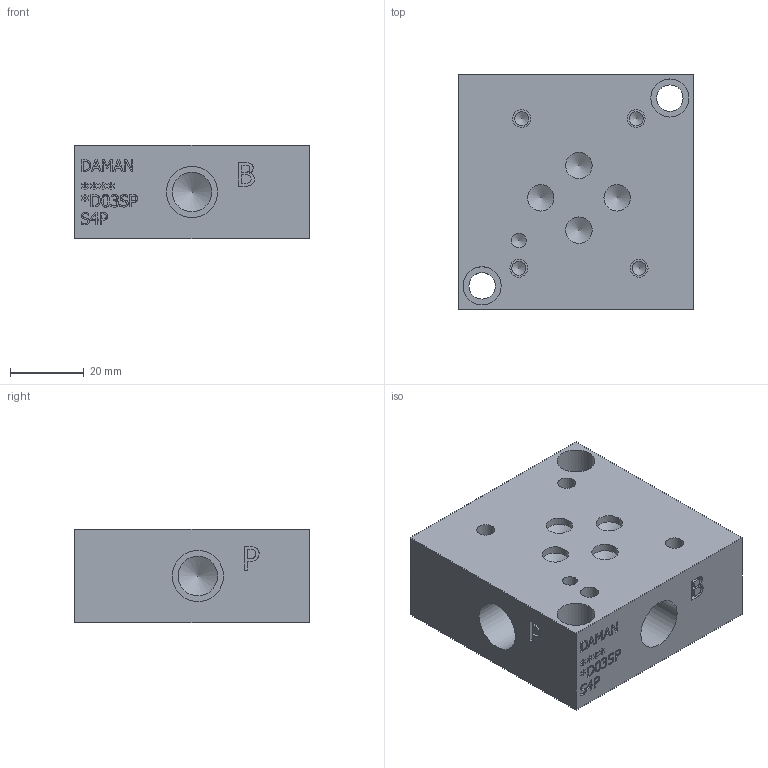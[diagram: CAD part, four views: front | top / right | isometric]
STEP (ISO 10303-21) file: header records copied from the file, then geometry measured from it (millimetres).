
FILE_DESCRIPTION(/* description */ (''),/* implementation_level */ '2;1');
FILE_NAME(/* name */ '_D03SPS4P.stp',/* time_stamp */ '2020-03-09T14:51:55-04:00',/* author */ ('devonn'),/* organization */ (''),/* preprocessor_version */ 'ST-DEVELOPER v17',/* originating_system */ 'Autodesk Inventor 2019',/* authorisation */ '');
FILE_SCHEMA (('AUTOMOTIVE_DESIGN { 1 0 10303 214 3 1 1 }'));
Length unit declared in the file: millimetre
Products named in the file (1): Part_AD03SPS4P.B00027_3D
Bounding box: 63.5 x 63.5 x 25.4 mm (x, y, z)
Volume: 88472.7 mm3; surface area: 20138 mm2
Topology: 1 solids, 1 shells, 435 faces, 1192 edges, 803 vertices
Faces by surface type: plane 280, bspline 117, cylinder 25, cone 13
Full cylindrical faces by diameter (mm): 3.785 x4, 3.962 x1, 4.826 x4, 7.137 x6, 10.312 x2, 10.719 x4, 13.868 x4
Entity records: 14668 total; most frequent: CARTESIAN_POINT 3939, ORIENTED_EDGE 2358, DIRECTION 1671, EDGE_CURVE 1179, LINE 857, VECTOR 857, VERTEX_POINT 803, EDGE_LOOP 496
